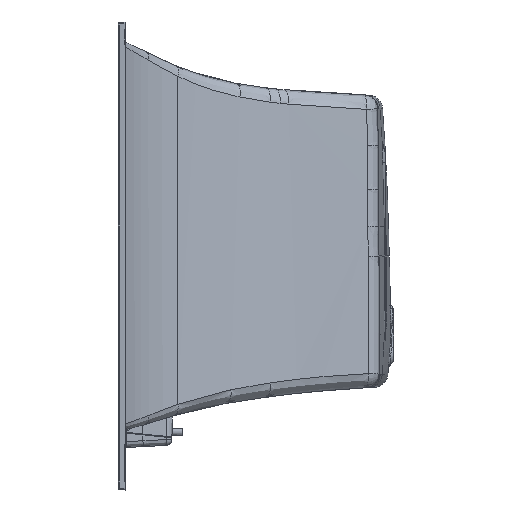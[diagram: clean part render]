
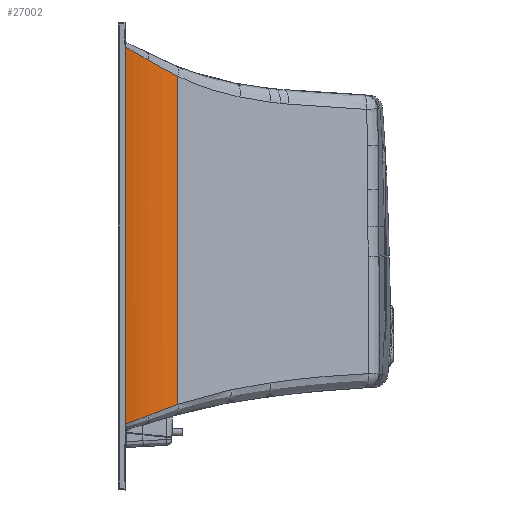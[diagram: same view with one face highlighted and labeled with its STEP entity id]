
A CAD part, left-side view. The second image highlights one B-rep face of the part: STEP entity #27002.
In plain terms, the highlighted cylindrical face has radius 345.131 mm (diameter 690.261 mm), a partial arc.
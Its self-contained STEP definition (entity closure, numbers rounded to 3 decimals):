
#4222=CARTESIAN_POINT('',(358.,-10.635,877.944));
#4223=CARTESIAN_POINT('',(358.058,-10.635,877.944));
#4224=CARTESIAN_POINT('',(358.175,-10.635,877.944));
#4225=CARTESIAN_POINT('',(358.292,-10.635,877.945));
#4226=CARTESIAN_POINT('',(358.35,-10.635,877.945));
#4228=CARTESIAN_POINT('',(358.35,-10.635,877.945));
#4229=CARTESIAN_POINT('',(357.798,-11.58,876.195));
#4230=CARTESIAN_POINT('',(356.675,-13.505,872.704));
#4231=CARTESIAN_POINT('',(354.903,-16.565,867.379));
#4232=CARTESIAN_POINT('',(353.167,-19.593,862.319));
#4233=CARTESIAN_POINT('',(351.49,-22.545,857.567));
#4234=CARTESIAN_POINT('',(349.848,-25.455,853.044));
#4235=CARTESIAN_POINT('',(348.213,-28.36,848.677));
#4236=CARTESIAN_POINT('',(346.568,-31.281,844.426));
#4237=CARTESIAN_POINT('',(344.882,-34.259,840.227));
#4238=CARTESIAN_POINT('',(343.126,-37.339,836.019));
#4239=CARTESIAN_POINT('',(341.283,-40.539,831.785));
#4240=CARTESIAN_POINT('',(339.302,-43.938,827.429));
#4241=CARTESIAN_POINT('',(337.13,-47.625,822.86));
#4242=CARTESIAN_POINT('',(335.583,-50.251,819.72));
#4243=CARTESIAN_POINT('',(334.784,-51.611,818.125));
#4245=CARTESIAN_POINT('',(307.375,-102.,769.874));
#4246=CARTESIAN_POINT('',(308.251,-100.195,771.282));
#4247=CARTESIAN_POINT('',(310.023,-96.598,774.146));
#4248=CARTESIAN_POINT('',(312.737,-91.241,778.589));
#4249=CARTESIAN_POINT('',(315.496,-85.937,783.173));
#4250=CARTESIAN_POINT('',(318.287,-80.698,787.891));
#4251=CARTESIAN_POINT('',(321.099,-75.536,792.734));
#4252=CARTESIAN_POINT('',(323.924,-70.452,797.705));
#4253=CARTESIAN_POINT('',(326.726,-65.496,802.754));
#4254=CARTESIAN_POINT('',(329.483,-60.692,807.854));
#4255=CARTESIAN_POINT('',(332.179,-56.053,812.981));
#4256=CARTESIAN_POINT('',(333.923,-53.073,816.409));
#4257=CARTESIAN_POINT('',(334.784,-51.611,818.125));
#4259=DIRECTION('',(1.,0.,0.));
#4260=VECTOR('',#4259,561.104);
#4261=CARTESIAN_POINT('',(-253.728,-102.,
769.874));
#4262=LINE('',#4261,#4260);
#4263=CARTESIAN_POINT('',(-253.728,-102.,
769.874));
#4264=CARTESIAN_POINT('',(-254.307,-100.365,
771.149));
#4265=CARTESIAN_POINT('',(-255.469,-97.112,
773.734));
#4266=CARTESIAN_POINT('',(-257.224,-92.29,
777.711));
#4267=CARTESIAN_POINT('',(-258.985,-87.529,
781.783));
#4268=CARTESIAN_POINT('',(-260.746,-82.84,
785.945));
#4269=CARTESIAN_POINT('',(-262.5,-78.229,
790.19));
#4270=CARTESIAN_POINT('',(-264.241,-73.702,
794.512));
#4271=CARTESIAN_POINT('',(-265.963,-69.265,
798.904));
#4272=CARTESIAN_POINT('',(-267.66,-64.921,
803.362));
#4273=CARTESIAN_POINT('',(-269.326,-60.677,
807.877));
#4274=CARTESIAN_POINT('',(-270.957,-56.537,
812.443));
#4275=CARTESIAN_POINT('',(-272.011,-53.851,
815.514));
#4276=CARTESIAN_POINT('',(-272.532,-52.526,
817.056));
#4278=CARTESIAN_POINT('',(-287.657,-10.635,
877.944));
#4279=CARTESIAN_POINT('',(-287.321,-11.575,
876.205));
#4280=CARTESIAN_POINT('',(-286.641,-13.473,
872.762));
#4281=CARTESIAN_POINT('',(-285.59,-16.433,
867.607));
#4282=CARTESIAN_POINT('',(-284.574,-19.331,
862.753));
#4283=CARTESIAN_POINT('',(-283.599,-22.142,
858.21));
#4284=CARTESIAN_POINT('',(-282.652,-24.892,
853.91));
#4285=CARTESIAN_POINT('',(-281.714,-27.619,
849.78));
#4286=CARTESIAN_POINT('',(-280.775,-30.341,
845.783));
#4287=CARTESIAN_POINT('',(-279.817,-33.09,
841.864));
#4288=CARTESIAN_POINT('',(-278.818,-35.912,
837.956));
#4289=CARTESIAN_POINT('',(-277.76,-38.846,
834.011));
#4290=CARTESIAN_POINT('',(-276.62,-41.936,
829.98));
#4291=CARTESIAN_POINT('',(-275.368,-45.246,
825.792));
#4292=CARTESIAN_POINT('',(-274.007,-48.763,
821.486));
#4293=CARTESIAN_POINT('',(-273.034,-51.247,
818.544));
#4294=CARTESIAN_POINT('',(-272.532,-52.526,
817.056));
#4296=DIRECTION('',(1.,0.,0.));
#4297=VECTOR('',#4296,645.657);
#4298=CARTESIAN_POINT('',(-287.657,-10.635,
877.944));
#4299=LINE('',#4298,#4297);
#4318=CARTESIAN_POINT('',(358.35,-10.635,877.945));
#15192=VERTEX_POINT('',#4245);
#15193=VERTEX_POINT('',#4257);
#15204=VERTEX_POINT('',#4263);
#15205=VERTEX_POINT('',#4276);
#15234=VERTEX_POINT('',#4318);
#15236=VERTEX_POINT('',#4222);
#15239=CARTESIAN_POINT('',(-287.657,-10.635,
877.944));
#15240=VERTEX_POINT('',#15239);
#26983=CARTESIAN_POINT('',(385.005,-314.283,1041.997));
#26984=DIRECTION('',(1.,0.,0.));
#26985=DIRECTION('',(0.,0.,-1.));
#26986=AXIS2_PLACEMENT_3D('',#26983,#26984,#26985);
#26987=CYLINDRICAL_SURFACE('',#26986,345.131);
#26988=ORIENTED_EDGE('',*,*,#26977,.T.);
#26990=ORIENTED_EDGE('',*,*,#26989,.T.);
#26992=ORIENTED_EDGE('',*,*,#26991,.F.);
#26994=ORIENTED_EDGE('',*,*,#26993,.F.);
#26996=ORIENTED_EDGE('',*,*,#26995,.T.);
#26998=ORIENTED_EDGE('',*,*,#26997,.F.);
#26999=ORIENTED_EDGE('',*,*,#26947,.T.);
#27000=EDGE_LOOP('',(#26988,#26990,#26992,#26994,#26996,#26998,#26999));
#27001=FACE_OUTER_BOUND('',#27000,.F.);
#27002=ADVANCED_FACE('',(#27001),#26987,.F.);
#4227=B_SPLINE_CURVE_WITH_KNOTS('',3,(#4222,#4223,#4224,#4225,#4226),
.UNSPECIFIED.,.F.,.F.,(4,1,4),(0.,0.5,1.),.UNSPECIFIED.);
#4244=B_SPLINE_CURVE_WITH_KNOTS('',3,(#4228,#4229,#4230,#4231,#4232,#4233,#4234,
#4235,#4236,#4237,#4238,#4239,#4240,#4241,#4242,#4243),.UNSPECIFIED.,.F.,.F.,(4,
1,1,1,1,1,1,1,1,1,1,1,1,4),(0.,0.077,0.154,
0.231,0.308,0.385,0.462,
0.538,0.615,0.692,0.769,
0.846,0.923,1.),.UNSPECIFIED.);
#4258=B_SPLINE_CURVE_WITH_KNOTS('',3,(#4245,#4246,#4247,#4248,#4249,#4250,#4251,
#4252,#4253,#4254,#4255,#4256,#4257),.UNSPECIFIED.,.F.,.F.,(4,1,1,1,1,1,1,1,1,1,
4),(0.,0.1,0.2,0.3,0.4,0.5,0.6,0.7,0.8,0.9,1.),
.UNSPECIFIED.);
#4277=B_SPLINE_CURVE_WITH_KNOTS('',3,(#4263,#4264,#4265,#4266,#4267,#4268,#4269,
#4270,#4271,#4272,#4273,#4274,#4275,#4276),.UNSPECIFIED.,.F.,.F.,(4,1,1,1,1,1,1,
1,1,1,1,4),(0.,0.091,0.182,0.273,
0.364,0.455,0.545,0.636,
0.727,0.818,0.909,1.),.UNSPECIFIED.);
#4295=B_SPLINE_CURVE_WITH_KNOTS('',3,(#4278,#4279,#4280,#4281,#4282,#4283,#4284,
#4285,#4286,#4287,#4288,#4289,#4290,#4291,#4292,#4293,#4294),.UNSPECIFIED.,.F.,
.F.,(4,1,1,1,1,1,1,1,1,1,1,1,1,1,4),(0.,0.071,0.143,
0.214,0.286,0.357,0.429,0.5,
0.571,0.643,0.714,0.786,
0.857,0.929,1.),.UNSPECIFIED.);
#26947=EDGE_CURVE('',#15240,#15236,#4299,.T.);
#26977=EDGE_CURVE('',#15236,#15234,#4227,.T.);
#26989=EDGE_CURVE('',#15234,#15193,#4244,.T.);
#26991=EDGE_CURVE('',#15192,#15193,#4258,.T.);
#26993=EDGE_CURVE('',#15204,#15192,#4262,.T.);
#26995=EDGE_CURVE('',#15204,#15205,#4277,.T.);
#26997=EDGE_CURVE('',#15240,#15205,#4295,.T.);
